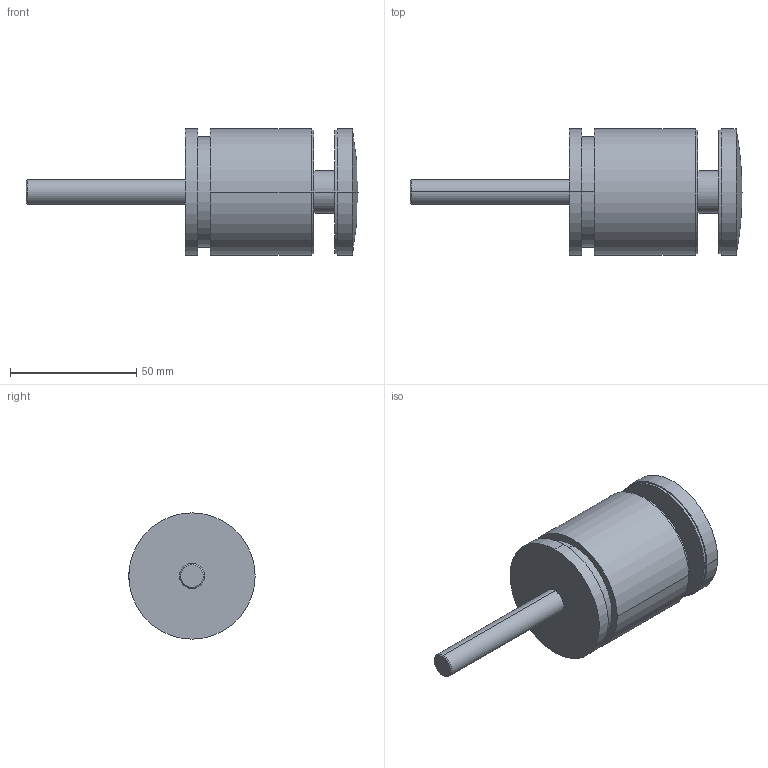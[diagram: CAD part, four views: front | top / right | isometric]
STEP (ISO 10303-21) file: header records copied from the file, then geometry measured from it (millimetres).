
FILE_DESCRIPTION((''),'2;1');
FILE_NAME('2943','2022-03-19T12:01:41',('Gogel'),('Gerresheimer Regensburg GmbH'),'CREO PARAMETRIC BY PTC INC, 2018420','CREO PARAMETRIC BY PTC INC, 2018420','');
FILE_SCHEMA(('AUTOMOTIVE_DESIGN { 1 0 10303 214 1 1 1 1 }'));
Length unit declared in the file: millimetre
Products named in the file (1): 2943
Bounding box: 131.49 x 50 x 50 mm (x, y, z)
Volume: 106416.7 mm3; surface area: 37067.6 mm2
Topology: 4 solids, 4 shells, 49 faces, 101 edges, 61 vertices
Faces by surface type: cylinder 28, plane 13, cone 6, sphere 2
Entity records: 1646 total; most frequent: DIRECTION 282, CARTESIAN_POINT 263, ORIENTED_EDGE 190, AXIS2_PLACEMENT_3D 120, EDGE_CURVE 95, VERTEX_POINT 61, EDGE_LOOP 60, CIRCLE 58
